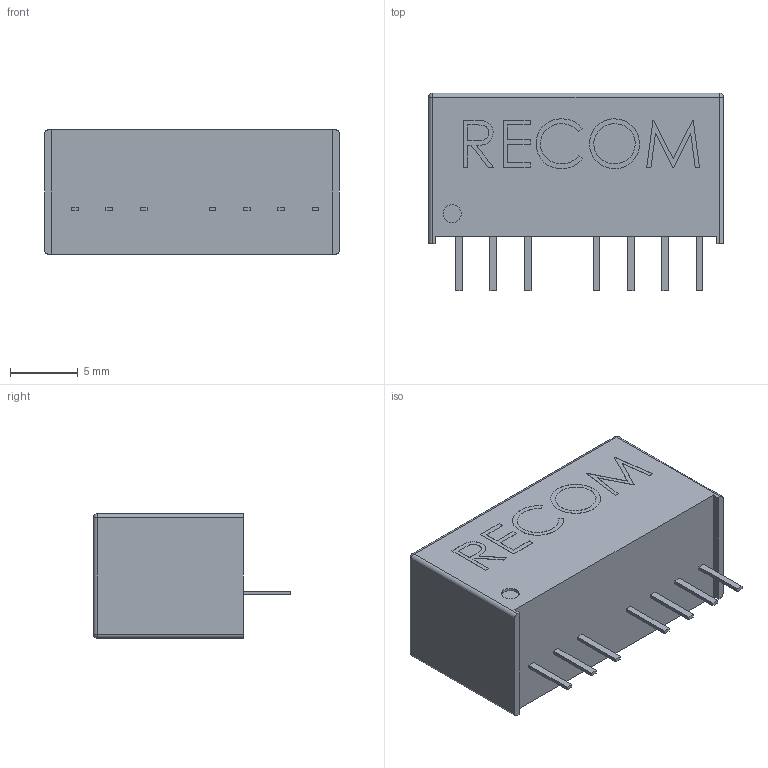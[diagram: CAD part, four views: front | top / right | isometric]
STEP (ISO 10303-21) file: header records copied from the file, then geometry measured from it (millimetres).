
FILE_DESCRIPTION (( 'STEP AP214' ), '1' );
FILE_NAME ('User Library-RECOM_RS_Series.STEP', '2017-08-16T11:38:40', ( 'Windows User' ), ( '' ), 'SwSTEP 2.0', 'SolidWorks 2017', '' );
FILE_SCHEMA (( 'AUTOMOTIVE_DESIGN' ));
Length unit declared in the file: millimetre
Products named in the file (1): User Library-RECOM_RS_Series
Bounding box: 21.8 x 14.6 x 9.2 mm (x, y, z)
Volume: 2131.6 mm3; surface area: 1107.7 mm2
Topology: 1 solids, 1 shells, 127 faces, 322 edges, 208 vertices
Faces by surface type: plane 91, bspline 22, cylinder 10, sphere 4
Entity records: 6262 total; most frequent: CARTESIAN_POINT 2308, ORIENTED_EDGE 636, DIRECTION 506, EDGE_CURVE 318, LINE 254, VECTOR 254, VERTEX_POINT 208, EDGE_LOOP 142
